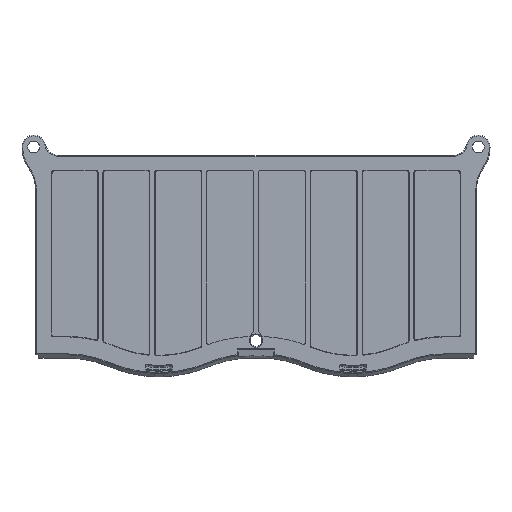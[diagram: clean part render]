
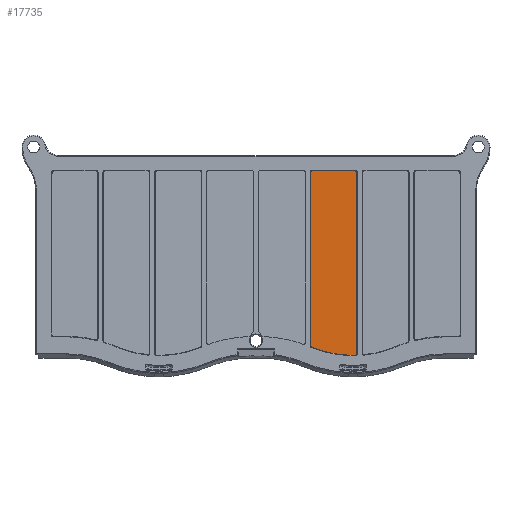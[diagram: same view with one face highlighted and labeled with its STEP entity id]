
A CAD part, top view. The second image highlights one B-rep face of the part: STEP entity #17735.
In plain terms, the highlighted planar face has unit normal (0, 0, 1).
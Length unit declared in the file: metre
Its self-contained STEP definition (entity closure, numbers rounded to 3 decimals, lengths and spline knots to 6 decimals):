
#526=CIRCLE('',#18147,0.0004);
#543=CIRCLE('',#18174,0.0004);
#998=CIRCLE('',#19133,0.0004);
#999=CIRCLE('',#19134,0.03036);
#1000=CIRCLE('',#19135,0.0004);
#1661=LINE('',#24563,#2805);
#2536=LINE('',#32660,#3680);
#2537=LINE('',#32662,#3681);
#2538=LINE('',#32668,#3682);
#2805=VECTOR('',#19917,1.);
#3680=VECTOR('',#22706,1.);
#3681=VECTOR('',#22707,1.);
#3682=VECTOR('',#22712,1.);
#7836=ORIENTED_EDGE('',*,*,#11469,.F.);
#7837=ORIENTED_EDGE('',*,*,#9488,.T.);
#7838=ORIENTED_EDGE('',*,*,#9520,.F.);
#7839=ORIENTED_EDGE('',*,*,#9517,.T.);
#7840=ORIENTED_EDGE('',*,*,#11470,.T.);
#7841=ORIENTED_EDGE('',*,*,#11471,.T.);
#7842=ORIENTED_EDGE('',*,*,#11472,.F.);
#7843=ORIENTED_EDGE('',*,*,#11473,.F.);
#7844=ORIENTED_EDGE('',*,*,#11474,.T.);
#9488=EDGE_CURVE('',#12206,#12205,#526,.T.);
#9517=EDGE_CURVE('',#12226,#12225,#543,.T.);
#9520=EDGE_CURVE('',#12226,#12205,#1661,.T.);
#11469=EDGE_CURVE('',#12206,#13506,#2536,.T.);
#11470=EDGE_CURVE('',#12225,#13507,#2537,.T.);
#11471=EDGE_CURVE('',#13507,#13508,#998,.T.);
#11472=EDGE_CURVE('',#13509,#13508,#999,.T.);
#11473=EDGE_CURVE('',#13510,#13509,#2538,.T.);
#11474=EDGE_CURVE('',#13510,#13506,#1000,.T.);
#12205=VERTEX_POINT('',#24486);
#12206=VERTEX_POINT('',#24488);
#12225=VERTEX_POINT('',#24557);
#12226=VERTEX_POINT('',#24559);
#13506=VERTEX_POINT('',#32661);
#13507=VERTEX_POINT('',#32663);
#13508=VERTEX_POINT('',#32665);
#13509=VERTEX_POINT('',#32667);
#13510=VERTEX_POINT('',#32669);
#15283=EDGE_LOOP('',(#7836,#7837,#7838,#7839,#7840,#7841,#7842,#7843,#7844));
#16383=FACE_BOUND('',#15283,.T.);
#16951=PLANE('',#19132);
#17735=ADVANCED_FACE('',(#16383),#16951,.T.);
#18147=AXIS2_PLACEMENT_3D('',#24487,#19849,#19850);
#18174=AXIS2_PLACEMENT_3D('',#24558,#19911,#19912);
#19132=AXIS2_PLACEMENT_3D('',#32659,#22704,#22705);
#19133=AXIS2_PLACEMENT_3D('',#32664,#22708,#22709);
#19134=AXIS2_PLACEMENT_3D('',#32666,#22710,#22711);
#19135=AXIS2_PLACEMENT_3D('',#32670,#22713,#22714);
#19849=DIRECTION('',(0.,0.,1.));
#19850=DIRECTION('',(1.,0.,0.));
#19911=DIRECTION('',(0.,0.,1.));
#19912=DIRECTION('',(1.,0.,0.));
#19917=DIRECTION('',(1.,0.,0.));
#22704=DIRECTION('',(0.,0.,1.));
#22705=DIRECTION('',(1.,0.,0.));
#22706=DIRECTION('',(0.,-1.,0.));
#22707=DIRECTION('',(0.,-1.,0.));
#22708=DIRECTION('',(0.,0.,1.));
#22709=DIRECTION('',(1.,0.,0.));
#22710=DIRECTION('',(0.,0.,-1.));
#22711=DIRECTION('',(1.,0.,0.));
#22712=DIRECTION('',(-1.,0.,0.));
#22713=DIRECTION('',(0.,0.,1.));
#22714=DIRECTION('',(1.,0.,0.));
#24486=CARTESIAN_POINT('',(0.027467,-0.004037,-0.000585));
#24487=CARTESIAN_POINT('',(0.027467,-0.004437,-0.000585));
#24488=CARTESIAN_POINT('',(0.027867,-0.004437,-0.000585));
#24557=CARTESIAN_POINT('',(0.015133,-0.004437,-0.000585));
#24558=CARTESIAN_POINT('',(0.015533,-0.004437,-0.000585));
#24559=CARTESIAN_POINT('',(0.015533,-0.004037,-0.000585));
#24563=CARTESIAN_POINT('',(0.056348,-0.004037,-0.000585));
#32659=CARTESIAN_POINT('',(-0.000021,-0.024517,-0.000585));
#32660=CARTESIAN_POINT('',(0.027867,-0.004037,-0.000585));
#32661=CARTESIAN_POINT('',(0.027867,-0.054576,-0.000585));
#32662=CARTESIAN_POINT('',(0.015133,-0.024517,-0.000585));
#32663=CARTESIAN_POINT('',(0.015133,-0.052379,-0.000585));
#32664=CARTESIAN_POINT('',(0.015533,-0.052379,-0.000585));
#32665=CARTESIAN_POINT('',(0.015382,-0.052749,-0.000585));
#32666=CARTESIAN_POINT('',(0.02685,-0.024638,-0.000585));
#32667=CARTESIAN_POINT('',(0.025694,-0.054976,-0.000585));
#32668=CARTESIAN_POINT('',(0.028005,-0.054976,-0.000585));
#32669=CARTESIAN_POINT('',(0.027467,-0.054976,-0.000585));
#32670=CARTESIAN_POINT('',(0.027467,-0.054576,-0.000585));
